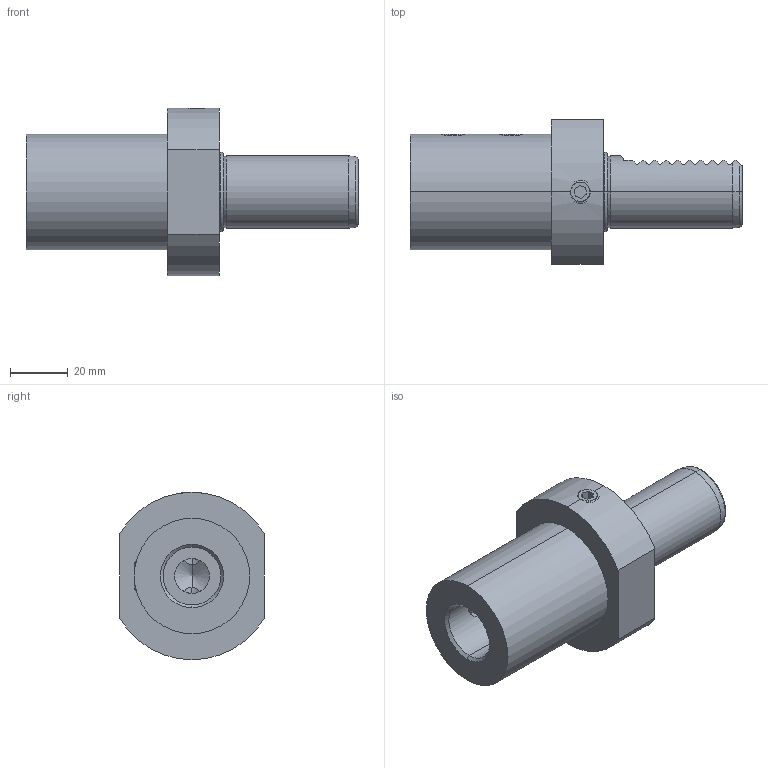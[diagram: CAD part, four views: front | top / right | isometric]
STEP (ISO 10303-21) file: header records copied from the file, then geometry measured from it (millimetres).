
FILE_DESCRIPTION (( 'STEP AP203' ), '1' );
FILE_NAME ('STEP.STEP', '2020-05-12T06:17:22', ( '' ), ( '' ), 'SwSTEP 2.0', 'SolidWorks 2017', '' );
FILE_SCHEMA (( 'CONFIG_CONTROL_DESIGN' ));
Length unit declared in the file: millimetre
Products named in the file (1): STEP
Bounding box: 115 x 50 x 58 mm (x, y, z)
Volume: 107983.5 mm3; surface area: 26116.5 mm2
Topology: 6 solids, 6 shells, 182 faces, 457 edges, 280 vertices
Faces by surface type: plane 75, cylinder 51, cone 40, torus 16
Entity records: 6175 total; most frequent: CARTESIAN_POINT 1927, ORIENTED_EDGE 890, DIRECTION 841, EDGE_CURVE 445, AXIS2_PLACEMENT_3D 310, VERTEX_POINT 280, LINE 221, VECTOR 221
